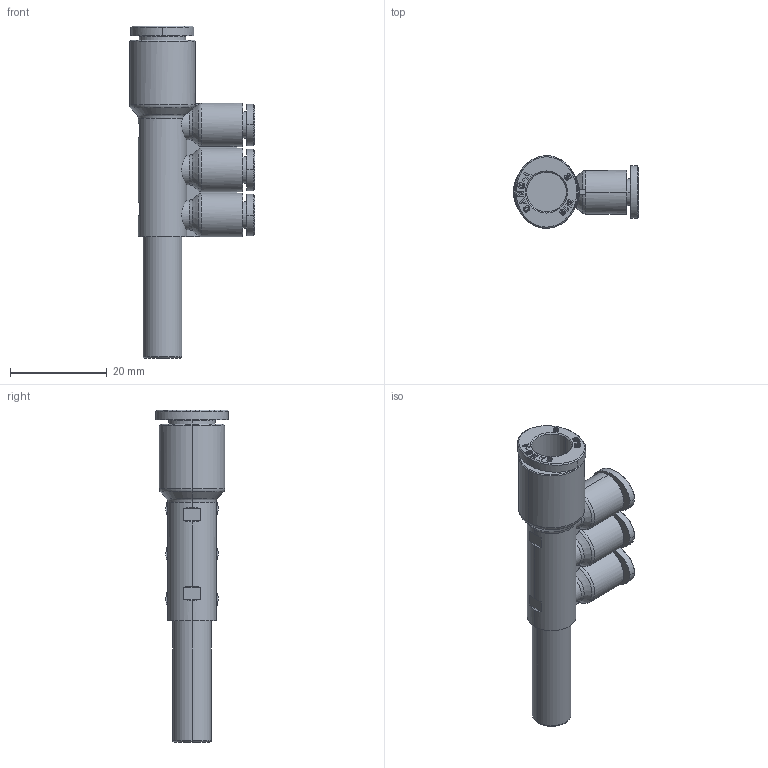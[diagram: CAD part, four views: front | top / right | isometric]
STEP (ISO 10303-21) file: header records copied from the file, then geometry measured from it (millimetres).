
FILE_DESCRIPTION((''),'2;1');
FILE_NAME('GPKJ_0804(3D).stp','2012-12-20T18:58:12',(''),(''),'Mechanical Desktop.R8.0.24.0','Mechanical Desktop.R8.0.24.0',', , ');
FILE_SCHEMA(('CONFIG_CONTROL_DESIGN'));
Length unit declared in the file: millimetre
Products named in the file (2): GPKJ_0804(3D); ºÎÇ°2
Assembly tree (1 placements, depth 2):
  GPKJ_0804(3D)
    ºÎÇ°2
Bounding box: 25.8 x 15 x 68.5 mm (x, y, z)
Volume: 6709.8 mm3; surface area: 5179.9 mm2
Topology: 1 solids, 1 shells, 1583 faces, 4498 edges, 2988 vertices
Faces by surface type: plane 1350, bspline 124, cylinder 67, cone 32, torus 10
Entity records: 53812 total; most frequent: CARTESIAN_POINT 12734, ORIENTED_EDGE 8996, DIRECTION 7762, EDGE_CURVE 4498, VECTOR 4008, LINE 4008, VERTEX_POINT 2988, AXIS2_PLACEMENT_3D 1877
